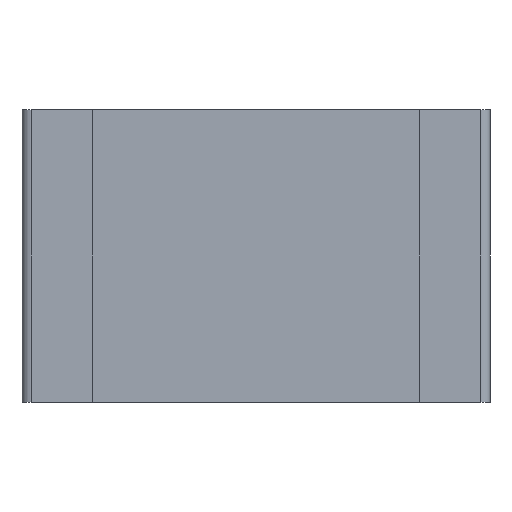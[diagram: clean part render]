
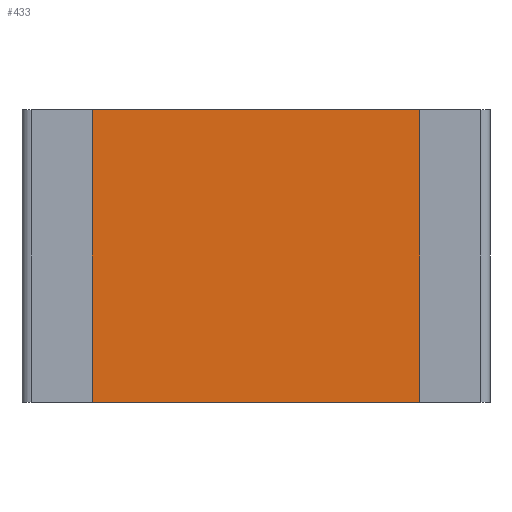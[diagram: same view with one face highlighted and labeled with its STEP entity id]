
A CAD part, front view. The second image highlights one B-rep face of the part: STEP entity #433.
In plain terms, the highlighted planar face has unit normal (0, -1, 0).
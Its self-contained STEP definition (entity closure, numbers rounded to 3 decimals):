
#59 = ORIENTED_EDGE ( 'NONE', *, *, #1040, .F. ) ;
#77 = AXIS2_PLACEMENT_3D ( 'NONE', #1076, #1087, #1067 ) ;
#100 = LINE ( 'NONE', #572, #951 ) ;
#107 = CARTESIAN_POINT ( 'NONE',  ( -0.96, 0.04, 0.625 ) ) ;
#118 = CARTESIAN_POINT ( 'NONE',  ( -0.96, 0.04, -2.604 ) ) ;
#133 = CARTESIAN_POINT ( 'NONE',  ( -0.96, 0.04, -0.625 ) ) ;
#190 = LINE ( 'NONE', #1015, #548 ) ;
#220 = DIRECTION ( 'NONE',  ( 0., 0., 1. ) ) ;
#270 = EDGE_CURVE ( 'NONE', #780, #543, #975, .T. ) ;
#289 = DIRECTION ( 'NONE',  ( 0., 0., 1. ) ) ;
#369 = CARTESIAN_POINT ( 'NONE',  ( 0.96, 0.04, -0.625 ) ) ;
#433 = ADVANCED_FACE ( 'NONE', ( #707 ), #986, .T. ) ;
#461 = EDGE_CURVE ( 'NONE', #543, #886, #190, .T. ) ;
#530 = ORIENTED_EDGE ( 'NONE', *, *, #823, .F. ) ;
#543 = VERTEX_POINT ( 'NONE', #369 ) ;
#548 = VECTOR ( 'NONE', #289, 1000. ) ;
#572 = CARTESIAN_POINT ( 'NONE',  ( -0.96, 0.04, 0.625 ) ) ;
#590 = VERTEX_POINT ( 'NONE', #107 ) ;
#595 = DIRECTION ( 'NONE',  ( 1., 0., 0. ) ) ;
#631 = ORIENTED_EDGE ( 'NONE', *, *, #270, .T. ) ;
#651 = VECTOR ( 'NONE', #595, 1000. ) ;
#668 = LINE ( 'NONE', #118, #688 ) ;
#688 = VECTOR ( 'NONE', #220, 1000. ) ;
#707 = FACE_OUTER_BOUND ( 'NONE', #916, .T. ) ;
#766 = CARTESIAN_POINT ( 'NONE',  ( -0.96, 0.04, -0.625 ) ) ;
#780 = VERTEX_POINT ( 'NONE', #133 ) ;
#822 = ORIENTED_EDGE ( 'NONE', *, *, #461, .T. ) ;
#823 = EDGE_CURVE ( 'NONE', #590, #886, #100, .T. ) ;
#841 = CARTESIAN_POINT ( 'NONE',  ( 0.96, 0.04, 0.625 ) ) ;
#886 = VERTEX_POINT ( 'NONE', #841 ) ;
#916 = EDGE_LOOP ( 'NONE', ( #59, #631, #822, #530 ) ) ;
#948 = DIRECTION ( 'NONE',  ( 1., 0., 0. ) ) ;
#951 = VECTOR ( 'NONE', #948, 1000. ) ;
#975 = LINE ( 'NONE', #766, #651 ) ;
#986 = PLANE ( 'NONE',  #77 ) ;
#1015 = CARTESIAN_POINT ( 'NONE',  ( 0.96, 0.04, -2.604 ) ) ;
#1040 = EDGE_CURVE ( 'NONE', #780, #590, #668, .T. ) ;
#1067 = DIRECTION ( 'NONE',  ( 0., 0., -1. ) ) ;
#1076 = CARTESIAN_POINT ( 'NONE',  ( -0.96, 0.04, -2.604 ) ) ;
#1087 = DIRECTION ( 'NONE',  ( 0., -1., 0. ) ) ;
